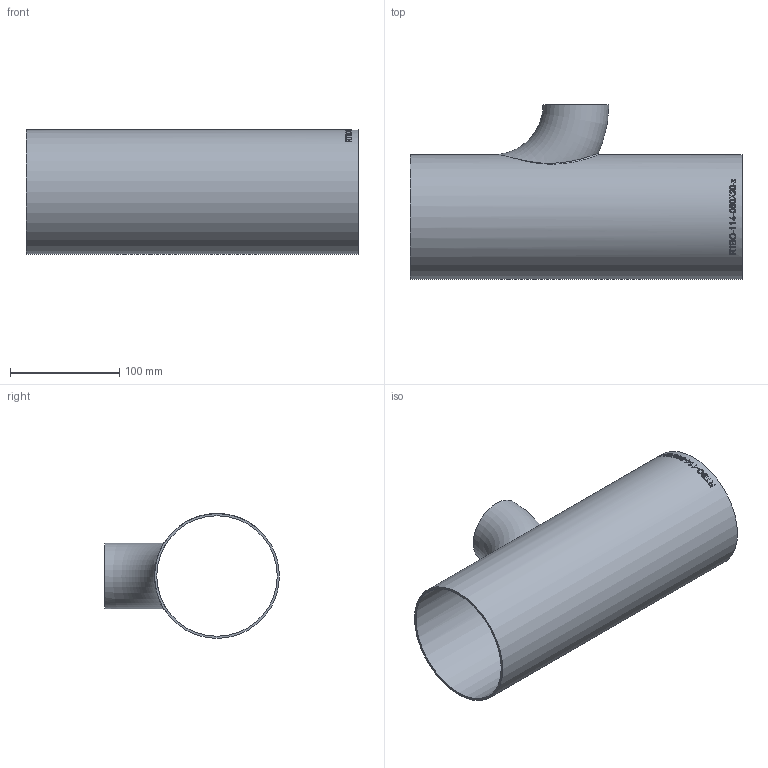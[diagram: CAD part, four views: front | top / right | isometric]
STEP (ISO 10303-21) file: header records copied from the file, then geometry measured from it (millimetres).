
FILE_DESCRIPTION (( 'STEP AP214' ), '1' );
FILE_NAME ('RTBO-114-060X20-x T-Bogen reduziert 2005.STEP', '2020-05-22T07:47:56', ( '' ), ( '' ), 'SwSTEP 2.0', 'SolidWorks 2019', '' );
FILE_SCHEMA (( 'AUTOMOTIVE_DESIGN' ));
Length unit declared in the file: millimetre
Products named in the file (1): RTBO-114-060X20-x T-Bogen reduziert 2005
Bounding box: 304 x 160.14 x 114.3 mm (x, y, z)
Volume: 236235.2 mm3; surface area: 229194.9 mm2
Topology: 1 solids, 1 shells, 219 faces, 571 edges, 381 vertices
Faces by surface type: bspline 115, plane 74, cylinder 28, torus 2
Full cylindrical faces by diameter (mm): 110.3 x1, 114.3 x1
Entity records: 31810 total; most frequent: CARTESIAN_POINT 25186, ORIENTED_EDGE 1124, EDGE_CURVE 562, DIRECTION 498, VERTEX_POINT 378, B_SPLINE_CURVE_WITH_KNOTS 364, EDGE_LOOP 256, FACE_OUTER_BOUND 225
